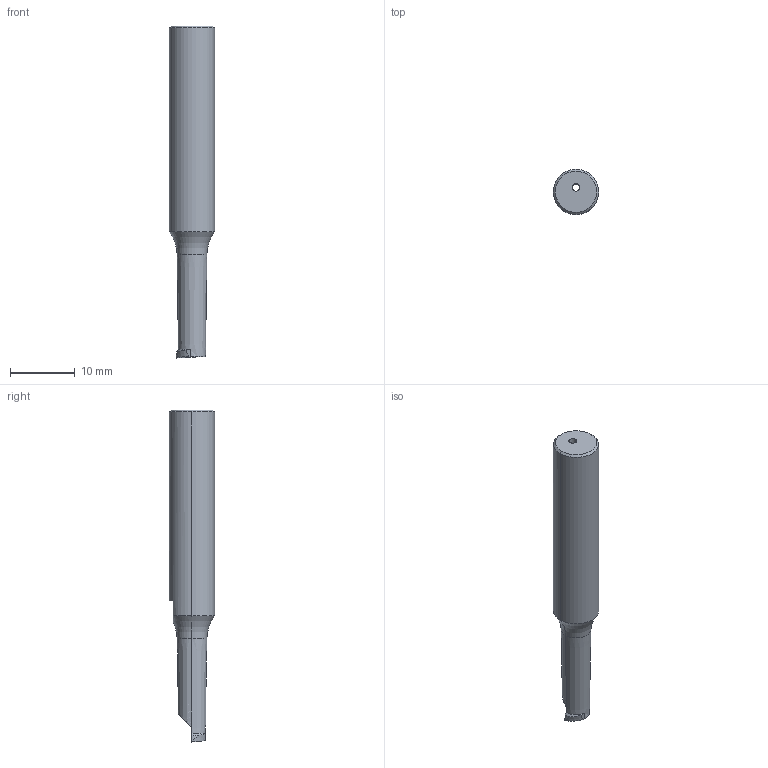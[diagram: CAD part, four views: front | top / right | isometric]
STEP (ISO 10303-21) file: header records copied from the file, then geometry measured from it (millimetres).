
FILE_DESCRIPTION(('no description'),'unknown implementation level');
FILE_NAME('D66B50F1-204E-410D-AB8B-1D597175D14D_export.stp',' ',('CIMSOURCE GmbH'),('CADClick - KiM GmbH - www.kimweb.de'),'unknown preprocess','ACIS','unknown authorization');
FILE_SCHEMA(('automotive_design'));
Length unit declared in the file: millimetre
Products named in the file (1): NONE
Bounding box: 7 x 7 x 51.3 mm (x, y, z)
Volume: 1464.4 mm3; surface area: 1200.5 mm2
Topology: 1 solids, 1 shells, 23 faces, 57 edges, 35 vertices
Faces by surface type: plane 8, cone 7, cylinder 5, torus 2, bspline 1
Entity records: 1422 total; most frequent: CARTESIAN_POINT 229, STYLED_ITEM 116, PRESENTATION_STYLE_ASSIGNMENT 116, COLOUR_RGB 116, ORIENTED_EDGE 114, DIRECTION 106, EDGE_CURVE 57, CURVE_STYLE 57
